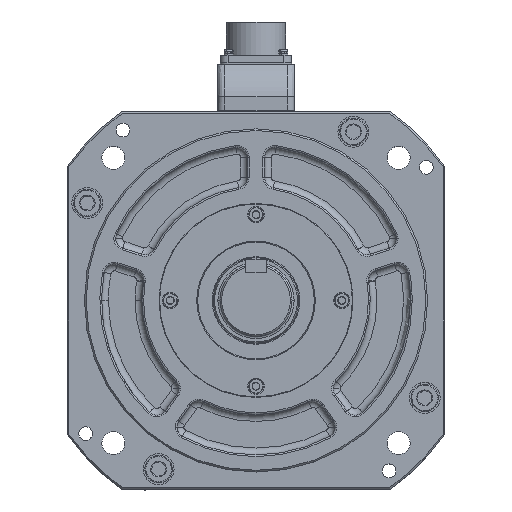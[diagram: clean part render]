
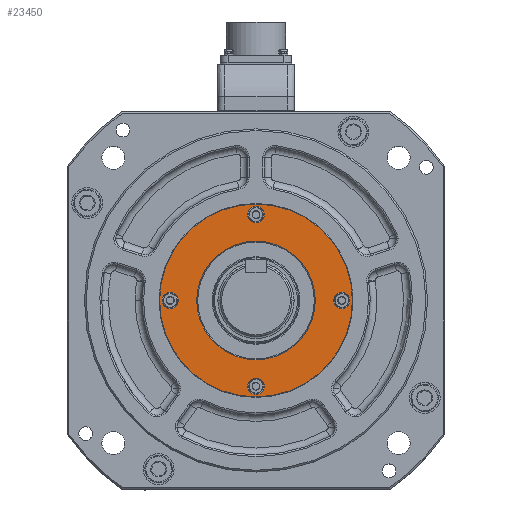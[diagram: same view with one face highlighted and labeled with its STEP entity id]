
A CAD part, top view. The second image highlights one B-rep face of the part: STEP entity #23450.
In plain terms, the highlighted planar face has unit normal (0, 0, 1).
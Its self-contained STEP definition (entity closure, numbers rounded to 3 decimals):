
#23450 = ADVANCED_FACE ( 'NONE', ( #91122, #91128, #91139, #91237, #91110, #91137 ), #91235, .F. ) ;
#24537 = CARTESIAN_POINT ( 'NONE',  ( 56.2, 0., 24. ) ) ;
#24539 = CARTESIAN_POINT ( 'NONE',  ( 54.75, 0., 24. ) ) ;
#24544 = CARTESIAN_POINT ( 'NONE',  ( -56.2, 0., 24. ) ) ;
#27170 = CARTESIAN_POINT ( 'NONE',  ( 45.25, 0., 24. ) ) ;
#27193 = CARTESIAN_POINT ( 'NONE',  ( 4.75, -50., 24. ) ) ;
#27216 = CARTESIAN_POINT ( 'NONE',  ( -4.75, 50., 24. ) ) ;
#27218 = CARTESIAN_POINT ( 'NONE',  ( -45.25, 0., 24. ) ) ;
#27236 = CARTESIAN_POINT ( 'NONE',  ( -54.75, 0., 24. ) ) ;
#27292 = CARTESIAN_POINT ( 'NONE',  ( -4.75, -50., 24. ) ) ;
#27307 = CARTESIAN_POINT ( 'NONE',  ( 34.546, 0., 24. ) ) ;
#27310 = CARTESIAN_POINT ( 'NONE',  ( 4.75, 50., 24. ) ) ;
#27343 = CARTESIAN_POINT ( 'NONE',  ( -34.546, 0., 24. ) ) ;
#52473 = CIRCLE ( 'NONE', #52492, 34.546 ) ;
#52492 = AXIS2_PLACEMENT_3D ( 'NONE', #83198, #83176, #83202 ) ;
#52494 = AXIS2_PLACEMENT_3D ( 'NONE', #83187, #83169, #83188 ) ;
#52496 = CIRCLE ( 'NONE', #52494, 56.2 ) ;
#53988 = CIRCLE ( 'NONE', #54104, 4.75 ) ;
#54104 = AXIS2_PLACEMENT_3D ( 'NONE', #83253, #83248, #83261 ) ;
#61139 = ORIENTED_EDGE ( 'NONE', *, *, #84386, .F. ) ;
#61143 = ORIENTED_EDGE ( 'NONE', *, *, #84469, .F. ) ;
#61158 = ORIENTED_EDGE ( 'NONE', *, *, #84492, .F. ) ;
#61187 = ORIENTED_EDGE ( 'NONE', *, *, #84481, .F. ) ;
#61200 = ORIENTED_EDGE ( 'NONE', *, *, #84391, .T. ) ;
#61205 = ORIENTED_EDGE ( 'NONE', *, *, #84451, .T. ) ;
#61214 = ORIENTED_EDGE ( 'NONE', *, *, #84477, .F. ) ;
#61233 = ORIENTED_EDGE ( 'NONE', *, *, #84471, .F. ) ;
#61238 = ORIENTED_EDGE ( 'NONE', *, *, #84439, .F. ) ;
#61258 = ORIENTED_EDGE ( 'NONE', *, *, #84491, .F. ) ;
#61268 = ORIENTED_EDGE ( 'NONE', *, *, #84493, .F. ) ;
#61287 = ORIENTED_EDGE ( 'NONE', *, *, #84413, .F. ) ;
#63310 = AXIS2_PLACEMENT_3D ( 'NONE', #83331, #83360, #83371 ) ;
#63326 = CIRCLE ( 'NONE', #63310, 4.75 ) ;
#63327 = AXIS2_PLACEMENT_3D ( 'NONE', #83396, #83404, #83393 ) ;
#63363 = CIRCLE ( 'NONE', #63327, 56.2 ) ;
#63372 = AXIS2_PLACEMENT_3D ( 'NONE', #83525, #83530, #83526 ) ;
#63379 = AXIS2_PLACEMENT_3D ( 'NONE', #83503, #83509, #83512 ) ;
#63384 = AXIS2_PLACEMENT_3D ( 'NONE', #83573, #83605, #83579 ) ;
#63395 = AXIS2_PLACEMENT_3D ( 'NONE', #83501, #83494, #83513 ) ;
#63406 = CIRCLE ( 'NONE', #63408, 4.75 ) ;
#63408 = AXIS2_PLACEMENT_3D ( 'NONE', #83596, #83604, #83593 ) ;
#63413 = CIRCLE ( 'NONE', #63384, 4.75 ) ;
#63414 = CIRCLE ( 'NONE', #63415, 4.75 ) ;
#63415 = AXIS2_PLACEMENT_3D ( 'NONE', #83607, #83568, #83601 ) ;
#63434 = CIRCLE ( 'NONE', #63395, 4.75 ) ;
#63438 = CIRCLE ( 'NONE', #63379, 4.75 ) ;
#63442 = AXIS2_PLACEMENT_3D ( 'NONE', #83559, #83528, #83541 ) ;
#63443 = CIRCLE ( 'NONE', #63442, 4.75 ) ;
#63466 = CIRCLE ( 'NONE', #63372, 34.546 ) ;
#83169 = DIRECTION ( 'NONE',  ( 0., 0., 1. ) ) ;
#83176 = DIRECTION ( 'NONE',  ( 0., 0., 1. ) ) ;
#83187 = CARTESIAN_POINT ( 'NONE',  ( 0., 0., 24. ) ) ;
#83188 = DIRECTION ( 'NONE',  ( 1., 0., 0. ) ) ;
#83198 = CARTESIAN_POINT ( 'NONE',  ( 0., 0., 24. ) ) ;
#83202 = DIRECTION ( 'NONE',  ( 1., 0., 0. ) ) ;
#83248 = DIRECTION ( 'NONE',  ( 0., 0., 1. ) ) ;
#83253 = CARTESIAN_POINT ( 'NONE',  ( 0., -50., 24. ) ) ;
#83261 = DIRECTION ( 'NONE',  ( 1., 0., 0. ) ) ;
#83331 = CARTESIAN_POINT ( 'NONE',  ( 0., 50., 24. ) ) ;
#83360 = DIRECTION ( 'NONE',  ( 0., 0., 1. ) ) ;
#83371 = DIRECTION ( 'NONE',  ( 1., 0., 0. ) ) ;
#83393 = DIRECTION ( 'NONE',  ( 1., 0., 0. ) ) ;
#83396 = CARTESIAN_POINT ( 'NONE',  ( 0., 0., 24. ) ) ;
#83404 = DIRECTION ( 'NONE',  ( 0., 0., 1. ) ) ;
#83494 = DIRECTION ( 'NONE',  ( 0., 0., 1. ) ) ;
#83501 = CARTESIAN_POINT ( 'NONE',  ( 50., 0., 24. ) ) ;
#83503 = CARTESIAN_POINT ( 'NONE',  ( -50., 0., 24. ) ) ;
#83509 = DIRECTION ( 'NONE',  ( 0., 0., 1. ) ) ;
#83512 = DIRECTION ( 'NONE',  ( 1., 0., 0. ) ) ;
#83513 = DIRECTION ( 'NONE',  ( 1., 0., 0. ) ) ;
#83525 = CARTESIAN_POINT ( 'NONE',  ( 0., 0., 24. ) ) ;
#83526 = DIRECTION ( 'NONE',  ( 1., 0., 0. ) ) ;
#83528 = DIRECTION ( 'NONE',  ( 0., 0., 1. ) ) ;
#83530 = DIRECTION ( 'NONE',  ( 0., 0., 1. ) ) ;
#83541 = DIRECTION ( 'NONE',  ( 1., 0., 0. ) ) ;
#83559 = CARTESIAN_POINT ( 'NONE',  ( 0., 50., 24. ) ) ;
#83568 = DIRECTION ( 'NONE',  ( 0., 0., 1. ) ) ;
#83573 = CARTESIAN_POINT ( 'NONE',  ( -50., 0., 24. ) ) ;
#83579 = DIRECTION ( 'NONE',  ( 1., 0., 0. ) ) ;
#83593 = DIRECTION ( 'NONE',  ( 1., 0., 0. ) ) ;
#83596 = CARTESIAN_POINT ( 'NONE',  ( 0., -50., 24. ) ) ;
#83601 = DIRECTION ( 'NONE',  ( 1., 0., 0. ) ) ;
#83604 = DIRECTION ( 'NONE',  ( 0., 0., 1. ) ) ;
#83605 = DIRECTION ( 'NONE',  ( 0., 0., 1. ) ) ;
#83607 = CARTESIAN_POINT ( 'NONE',  ( 50., 0., 24. ) ) ;
#84386 = EDGE_CURVE ( 'NONE', #110183, #110198, #52473, .T. ) ;
#84391 = EDGE_CURVE ( 'NONE', #110098, #110102, #52496, .T. ) ;
#84413 = EDGE_CURVE ( 'NONE', #110186, #110122, #53988, .T. ) ;
#84439 = EDGE_CURVE ( 'NONE', #110200, #110125, #63326, .T. ) ;
#84451 = EDGE_CURVE ( 'NONE', #110102, #110098, #63363, .T. ) ;
#84469 = EDGE_CURVE ( 'NONE', #110146, #110141, #63438, .T. ) ;
#84471 = EDGE_CURVE ( 'NONE', #110166, #110099, #63434, .T. ) ;
#84477 = EDGE_CURVE ( 'NONE', #110125, #110200, #63443, .T. ) ;
#84481 = EDGE_CURVE ( 'NONE', #110198, #110183, #63466, .T. ) ;
#84491 = EDGE_CURVE ( 'NONE', #110122, #110186, #63406, .T. ) ;
#84492 = EDGE_CURVE ( 'NONE', #110141, #110146, #63413, .T. ) ;
#84493 = EDGE_CURVE ( 'NONE', #110099, #110166, #63414, .T. ) ;
#85814 = EDGE_LOOP ( 'NONE', ( #61139, #61187 ) ) ;
#85815 = EDGE_LOOP ( 'NONE', ( #61238, #61214 ) ) ;
#85824 = EDGE_LOOP ( 'NONE', ( #61258, #61287 ) ) ;
#85832 = EDGE_LOOP ( 'NONE', ( #61143, #61158 ) ) ;
#85840 = EDGE_LOOP ( 'NONE', ( #61205, #61200 ) ) ;
#85851 = EDGE_LOOP ( 'NONE', ( #61268, #61233 ) ) ;
#91110 = FACE_BOUND ( 'NONE', #85814, .T. ) ;
#91122 = FACE_BOUND ( 'NONE', #85824, .T. ) ;
#91128 = FACE_BOUND ( 'NONE', #85851, .T. ) ;
#91137 = FACE_OUTER_BOUND ( 'NONE', #85840, .T. ) ;
#91139 = FACE_BOUND ( 'NONE', #85832, .T. ) ;
#91199 = DIRECTION ( 'NONE',  ( 0., 0., -1. ) ) ;
#91209 = CARTESIAN_POINT ( 'NONE',  ( 0., 34.546, 24. ) ) ;
#91235 = PLANE ( 'NONE',  #115949 ) ;
#91237 = FACE_BOUND ( 'NONE', #85815, .T. ) ;
#91251 = DIRECTION ( 'NONE',  ( -1., 0., 0. ) ) ;
#110098 = VERTEX_POINT ( 'NONE', #24537 ) ;
#110099 = VERTEX_POINT ( 'NONE', #24539 ) ;
#110102 = VERTEX_POINT ( 'NONE', #24544 ) ;
#110122 = VERTEX_POINT ( 'NONE', #27193 ) ;
#110125 = VERTEX_POINT ( 'NONE', #27216 ) ;
#110141 = VERTEX_POINT ( 'NONE', #27236 ) ;
#110146 = VERTEX_POINT ( 'NONE', #27218 ) ;
#110166 = VERTEX_POINT ( 'NONE', #27170 ) ;
#110183 = VERTEX_POINT ( 'NONE', #27307 ) ;
#110186 = VERTEX_POINT ( 'NONE', #27292 ) ;
#110198 = VERTEX_POINT ( 'NONE', #27343 ) ;
#110200 = VERTEX_POINT ( 'NONE', #27310 ) ;
#115949 = AXIS2_PLACEMENT_3D ( 'NONE', #91209, #91199, #91251 ) ;
